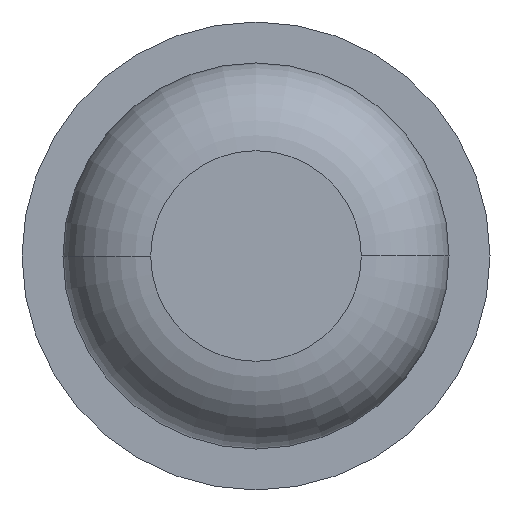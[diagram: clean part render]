
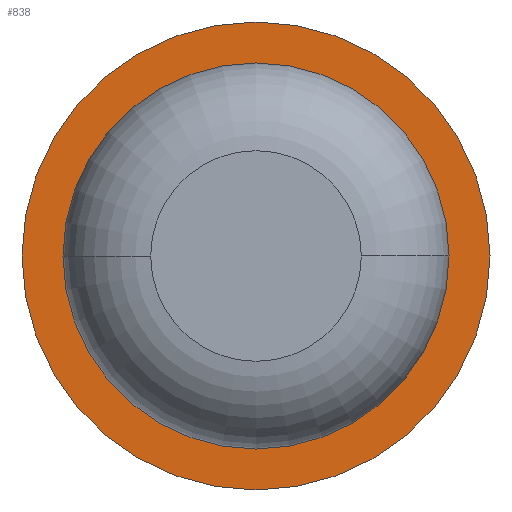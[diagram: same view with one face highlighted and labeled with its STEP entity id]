
A CAD part, front view. The second image highlights one B-rep face of the part: STEP entity #838.
In plain terms, the highlighted planar face has unit normal (0, -1, 0).
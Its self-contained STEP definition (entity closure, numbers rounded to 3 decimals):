
#22 = DIRECTION ( 'NONE',  ( 0., 1., 0. ) ) ;
#103 = CARTESIAN_POINT ( 'NONE',  ( 0.825, -6., 0. ) ) ;
#237 = DIRECTION ( 'NONE',  ( -1., 0., 0. ) ) ;
#251 = CARTESIAN_POINT ( 'NONE',  ( -0.825, -6., 0. ) ) ;
#351 = AXIS2_PLACEMENT_3D ( 'NONE', #1487, #1740, #3034 ) ;
#421 = AXIS2_PLACEMENT_3D ( 'NONE', #1076, #22, #2874 ) ;
#462 = VERTEX_POINT ( 'NONE', #1969 ) ;
#487 = FACE_OUTER_BOUND ( 'NONE', #2139, .T. ) ;
#555 = CIRCLE ( 'NONE', #421, 1. ) ;
#838 = ADVANCED_FACE ( 'Defeature ausgef�hrt1_5', ( #487, #1736 ), #2524, .F. ) ;
#1076 = CARTESIAN_POINT ( 'NONE',  ( 0., -6., 0. ) ) ;
#1279 = EDGE_CURVE ( 'Defeature ausgef�hrt1_5+Defeature ausgef�hrt1_0+Defeature ausgef�hrt1_0+Defeature ausgef�hrt1_0', #2658, #1665, #2495, .T. ) ;
#1400 = ORIENTED_EDGE ( 'NONE', *, *, #1761, .F. ) ;
#1463 = DIRECTION ( 'NONE',  ( -1., 0., 0. ) ) ;
#1487 = CARTESIAN_POINT ( 'NONE',  ( 0., -6., 0. ) ) ;
#1519 = CARTESIAN_POINT ( 'NONE',  ( 0.825, -6., 0. ) ) ;
#1560 = CIRCLE ( 'NONE', #351, 0.825 ) ;
#1665 = VERTEX_POINT ( 'NONE', #251 ) ;
#1669 = DIRECTION ( 'NONE',  ( 0., 1., 0. ) ) ;
#1697 = AXIS2_PLACEMENT_3D ( 'NONE', #2210, #1669, #2469 ) ;
#1736 = FACE_BOUND ( 'NONE', #2877, .T. ) ;
#1740 = DIRECTION ( 'NONE',  ( 0., 1., 0. ) ) ;
#1761 = EDGE_CURVE ( 'Defeature ausgef�hrt1_6+Defeature ausgef�hrt1_5+Defeature ausgef�hrt1_5+Defeature ausgef�hrt1_5', #462, #3259, #555, .T. ) ;
#1807 = EDGE_CURVE ( 'Defeature ausgef�hrt1_6+Defeature ausgef�hrt1_5+Defeature ausgef�hrt1_5+Defeature ausgef�hrt1_5', #3259, #462, #3024, .T. ) ;
#1812 = ORIENTED_EDGE ( 'NONE', *, *, #1807, .F. ) ;
#1969 = CARTESIAN_POINT ( 'NONE',  ( 1., -6., 0. ) ) ;
#1997 = AXIS2_PLACEMENT_3D ( 'NONE', #1519, #3292, #237 ) ;
#2016 = EDGE_CURVE ( 'Defeature ausgef�hrt1_5+Defeature ausgef�hrt1_0+Defeature ausgef�hrt1_0+Defeature ausgef�hrt1_0', #1665, #2658, #1560, .T. ) ;
#2139 = EDGE_LOOP ( 'NONE', ( #1812, #1400 ) ) ;
#2210 = CARTESIAN_POINT ( 'NONE',  ( 0., -6., 0. ) ) ;
#2232 = CARTESIAN_POINT ( 'NONE',  ( 0., -6., 0. ) ) ;
#2469 = DIRECTION ( 'NONE',  ( -1., 0., 0. ) ) ;
#2495 = CIRCLE ( 'NONE', #3097, 0.825 ) ;
#2524 = PLANE ( 'NONE',  #1997 ) ;
#2618 = CARTESIAN_POINT ( 'NONE',  ( -1., -6., 0. ) ) ;
#2658 = VERTEX_POINT ( 'NONE', #103 ) ;
#2874 = DIRECTION ( 'NONE',  ( -1., 0., 0. ) ) ;
#2877 = EDGE_LOOP ( 'NONE', ( #2883, #3321 ) ) ;
#2883 = ORIENTED_EDGE ( 'NONE', *, *, #2016, .T. ) ;
#3024 = CIRCLE ( 'NONE', #1697, 1. ) ;
#3034 = DIRECTION ( 'NONE',  ( -1., 0., 0. ) ) ;
#3097 = AXIS2_PLACEMENT_3D ( 'NONE', #2232, #3256, #1463 ) ;
#3256 = DIRECTION ( 'NONE',  ( 0., 1., 0. ) ) ;
#3259 = VERTEX_POINT ( 'NONE', #2618 ) ;
#3292 = DIRECTION ( 'NONE',  ( 0., 1., 0. ) ) ;
#3321 = ORIENTED_EDGE ( 'NONE', *, *, #1279, .T. ) ;
